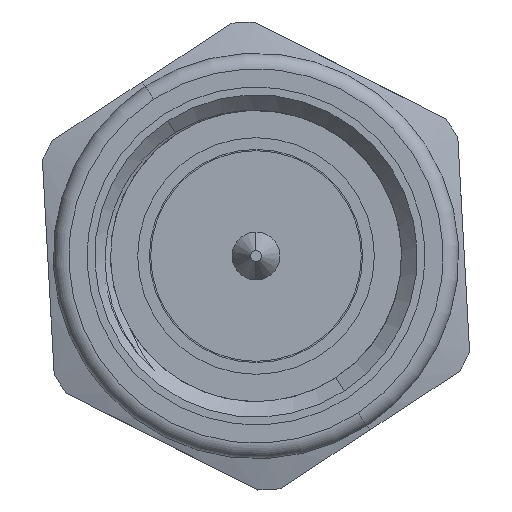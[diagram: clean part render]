
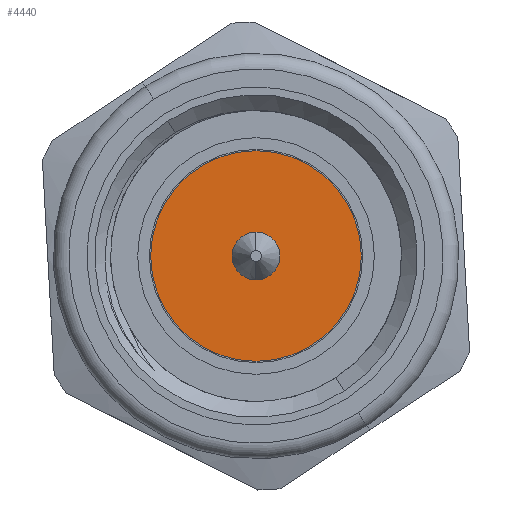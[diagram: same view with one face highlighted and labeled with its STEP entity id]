
A CAD part, front view. The second image highlights one B-rep face of the part: STEP entity #4440.
In plain terms, the highlighted planar face has unit normal (0, -1, 0).
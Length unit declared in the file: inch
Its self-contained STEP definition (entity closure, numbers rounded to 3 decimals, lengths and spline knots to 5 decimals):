
#109 = DIRECTION ( 'NONE',  ( 1., 0., 0. ) ) ;
#237 = CARTESIAN_POINT ( 'NONE',  ( 0., 0., -0.01811 ) ) ;
#324 = DIRECTION ( 'NONE',  ( 0., 0., 1. ) ) ;
#700 = CIRCLE ( 'NONE', #1632, 0.07972 ) ;
#806 = VERTEX_POINT ( 'NONE', #237 ) ;
#891 = CIRCLE ( 'NONE', #4972, 0.01811 ) ;
#921 = FACE_BOUND ( 'NONE', #4547, .T. ) ;
#988 = CIRCLE ( 'NONE', #4405, 0.01811 ) ;
#1017 = DIRECTION ( 'NONE',  ( 0., 1., 0. ) ) ;
#1393 = DIRECTION ( 'NONE',  ( 0., 1., 0. ) ) ;
#1632 = AXIS2_PLACEMENT_3D ( 'NONE', #1765, #1017, #4029 ) ;
#1765 = CARTESIAN_POINT ( 'NONE',  ( 0., 0., 0. ) ) ;
#1863 = DIRECTION ( 'NONE',  ( 0., 1., 0. ) ) ;
#2202 = CARTESIAN_POINT ( 'NONE',  ( 0., 0., 0. ) ) ;
#2365 = EDGE_LOOP ( 'NONE', ( #3067, #3426 ) ) ;
#2526 = CARTESIAN_POINT ( 'NONE',  ( 0., 0., 0. ) ) ;
#2533 = CARTESIAN_POINT ( 'NONE',  ( 0., 0., 0. ) ) ;
#2652 = EDGE_CURVE ( 'NONE', #5722, #806, #891, .T. ) ;
#2837 = AXIS2_PLACEMENT_3D ( 'NONE', #4954, #4927, #109 ) ;
#3067 = ORIENTED_EDGE ( 'NONE', *, *, #3986, .F. ) ;
#3292 = VERTEX_POINT ( 'NONE', #5442 ) ;
#3426 = ORIENTED_EDGE ( 'NONE', *, *, #4441, .F. ) ;
#3541 = DIRECTION ( 'NONE',  ( 0., 0., 1. ) ) ;
#3690 = DIRECTION ( 'NONE',  ( 0., 0., 1. ) ) ;
#3968 = PLANE ( 'NONE',  #2837 ) ;
#3986 = EDGE_CURVE ( 'NONE', #3292, #4062, #5522, .T. ) ;
#4029 = DIRECTION ( 'NONE',  ( 0., 0., 1. ) ) ;
#4062 = VERTEX_POINT ( 'NONE', #4492 ) ;
#4146 = AXIS2_PLACEMENT_3D ( 'NONE', #2526, #1863, #3690 ) ;
#4305 = DIRECTION ( 'NONE',  ( 0., 1., 0. ) ) ;
#4405 = AXIS2_PLACEMENT_3D ( 'NONE', #2533, #4305, #324 ) ;
#4440 = ADVANCED_FACE ( 'NONE', ( #921, #4985 ), #3968, .F. ) ;
#4441 = EDGE_CURVE ( 'NONE', #4062, #3292, #700, .T. ) ;
#4492 = CARTESIAN_POINT ( 'NONE',  ( 0., 0., 0.07972 ) ) ;
#4547 = EDGE_LOOP ( 'NONE', ( #5336, #5151 ) ) ;
#4751 = EDGE_CURVE ( 'NONE', #806, #5722, #988, .T. ) ;
#4927 = DIRECTION ( 'NONE',  ( 0., 1., 0. ) ) ;
#4954 = CARTESIAN_POINT ( 'NONE',  ( 0., 0., 0. ) ) ;
#4972 = AXIS2_PLACEMENT_3D ( 'NONE', #2202, #1393, #3541 ) ;
#4985 = FACE_OUTER_BOUND ( 'NONE', #2365, .T. ) ;
#5151 = ORIENTED_EDGE ( 'NONE', *, *, #2652, .T. ) ;
#5336 = ORIENTED_EDGE ( 'NONE', *, *, #4751, .T. ) ;
#5351 = CARTESIAN_POINT ( 'NONE',  ( 0., 0., 0.01811 ) ) ;
#5442 = CARTESIAN_POINT ( 'NONE',  ( 0., 0., -0.07972 ) ) ;
#5522 = CIRCLE ( 'NONE', #4146, 0.07972 ) ;
#5722 = VERTEX_POINT ( 'NONE', #5351 ) ;
